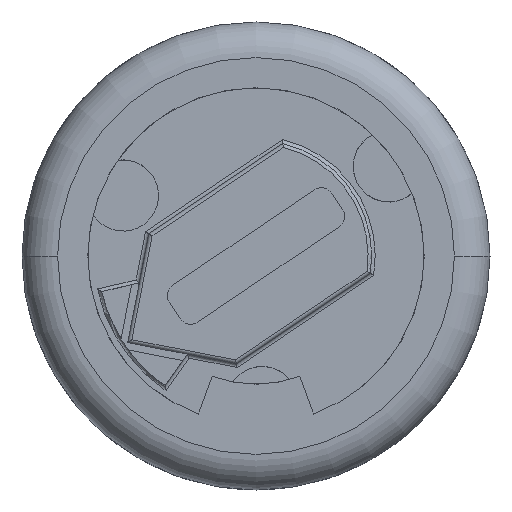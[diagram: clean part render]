
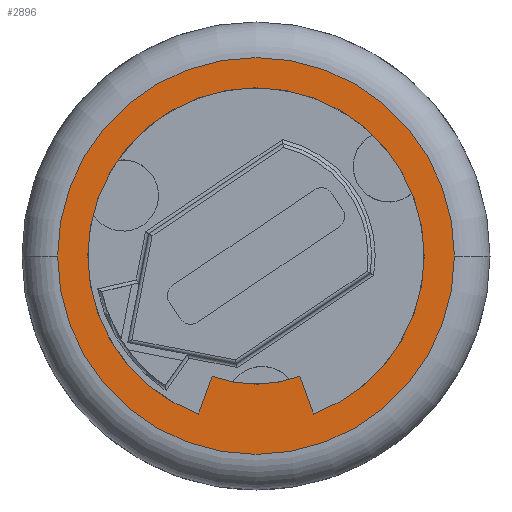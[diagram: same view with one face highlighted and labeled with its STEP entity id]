
A CAD part, front view. The second image highlights one B-rep face of the part: STEP entity #2896.
In plain terms, the highlighted planar face has unit normal (0, -1, 0).
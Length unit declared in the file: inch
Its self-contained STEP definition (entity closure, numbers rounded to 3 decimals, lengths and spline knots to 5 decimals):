
#1=CARTESIAN_POINT('',(0.,-0.01,0.));
#2=DIRECTION('',(0.,1.,0.));
#3=DIRECTION('',(0.342,0.,-0.94));
#4=AXIS2_PLACEMENT_3D('',#1,#2,#3);
#6=DIRECTION('',(-0.342,0.,0.94));
#7=VECTOR('',#6,0.0225);
#8=CARTESIAN_POINT('',(0.03232,-0.01,-0.0888));
#9=LINE('',#8,#7);
#10=CARTESIAN_POINT('',(0.,-0.01,0.));
#11=DIRECTION('',(0.,1.,0.));
#12=DIRECTION('',(-0.342,0.,-0.94));
#13=AXIS2_PLACEMENT_3D('',#10,#11,#12);
#15=DIRECTION('',(-0.342,0.,-0.94));
#16=VECTOR('',#15,0.0225);
#17=CARTESIAN_POINT('',(-0.02463,-0.01,-0.06766));
#18=LINE('',#17,#16);
#19=CARTESIAN_POINT('',(0.,-0.01,0.));
#20=DIRECTION('',(0.,-1.,0.));
#21=DIRECTION('',(1.,0.,0.));
#22=AXIS2_PLACEMENT_3D('',#19,#20,#21);
#34=CARTESIAN_POINT('',(0.,-0.01,0.));
#35=DIRECTION('',(0.,1.,0.));
#36=DIRECTION('',(1.,0.,0.));
#37=AXIS2_PLACEMENT_3D('',#34,#35,#36);
#2308=CARTESIAN_POINT('',(0.1115,-0.01,0.));
#2310=VERTEX_POINT('',#2308);
#2312=CARTESIAN_POINT('',(-0.1115,-0.01,0.));
#2314=VERTEX_POINT('',#2312);
#2320=CARTESIAN_POINT('',(0.02463,-0.01,-0.06766));
#2321=CARTESIAN_POINT('',(-0.02463,-0.01,-0.06766));
#2322=VERTEX_POINT('',#2320);
#2323=VERTEX_POINT('',#2321);
#2324=CARTESIAN_POINT('',(-0.03232,-0.01,-0.0888));
#2325=VERTEX_POINT('',#2324);
#2326=CARTESIAN_POINT('',(0.03232,-0.01,-0.0888));
#2327=VERTEX_POINT('',#2326);
#2875=CARTESIAN_POINT('',(0.,-0.01,0.));
#2876=DIRECTION('',(0.,-1.,0.));
#2877=DIRECTION('',(-1.,0.,0.));
#2878=AXIS2_PLACEMENT_3D('',#2875,#2876,#2877);
#2879=PLANE('',#2878);
#2881=ORIENTED_EDGE('',*,*,#2880,.F.);
#2883=ORIENTED_EDGE('',*,*,#2882,.T.);
#2884=EDGE_LOOP('',(#2881,#2883));
#2885=FACE_OUTER_BOUND('',#2884,.F.);
#2887=ORIENTED_EDGE('',*,*,#2886,.F.);
#2889=ORIENTED_EDGE('',*,*,#2888,.F.);
#2891=ORIENTED_EDGE('',*,*,#2890,.F.);
#2893=ORIENTED_EDGE('',*,*,#2892,.F.);
#2894=EDGE_LOOP('',(#2887,#2889,#2891,#2893));
#2895=FACE_BOUND('',#2894,.F.);
#2896=ADVANCED_FACE('',(#2885,#2895),#2879,.T.);
#5=CIRCLE('',#4,0.072);
#14=CIRCLE('',#13,0.0945);
#23=CIRCLE('',#22,0.1115);
#38=CIRCLE('',#37,0.1115);
#2880=EDGE_CURVE('',#2310,#2314,#23,.T.);
#2882=EDGE_CURVE('',#2310,#2314,#38,.T.);
#2886=EDGE_CURVE('',#2322,#2323,#5,.T.);
#2888=EDGE_CURVE('',#2327,#2322,#9,.T.);
#2890=EDGE_CURVE('',#2325,#2327,#14,.T.);
#2892=EDGE_CURVE('',#2323,#2325,#18,.T.);
